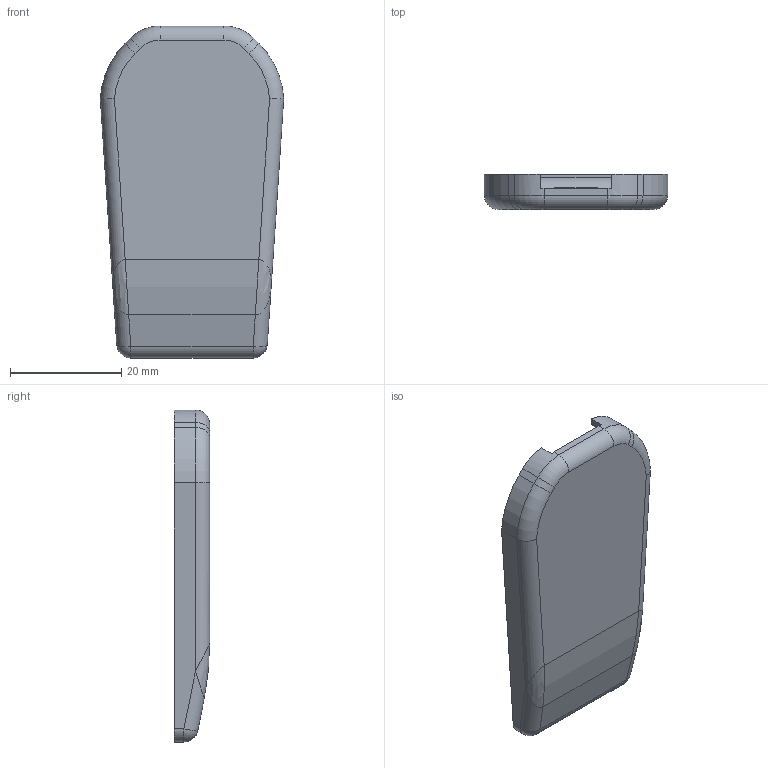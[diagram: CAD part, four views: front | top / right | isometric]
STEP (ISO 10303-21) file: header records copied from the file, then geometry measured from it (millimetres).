
FILE_DESCRIPTION((''),'2;1');
FILE_NAME('21MNB23','2004-10-08T',('Mike'),(''),'PRO/ENGINEER BY PARAMETRIC TECHNOLOGY CORPORATION, 2004110','PRO/ENGINEER BY PARAMETRIC TECHNOLOGY CORPORATION, 2004110','');
FILE_SCHEMA(('CONFIG_CONTROL_DESIGN'));
Length unit declared in the file: inch
Products named in the file (1): 21MNB23
Bounding box: 32.97 x 6.35 x 59.69 mm (x, y, z)
Volume: 3246.4 mm3; surface area: 5063.1 mm2
Topology: 1 solids, 1 shells, 86 faces, 212 edges, 132 vertices
Faces by surface type: cylinder 41, plane 31, torus 6, bspline 6, sphere 2
Entity records: 2881 total; most frequent: CARTESIAN_POINT 823, ORIENTED_EDGE 424, DIRECTION 420, EDGE_CURVE 212, AXIS2_PLACEMENT_3D 156, VERTEX_POINT 132, VECTOR 108, LINE 108
